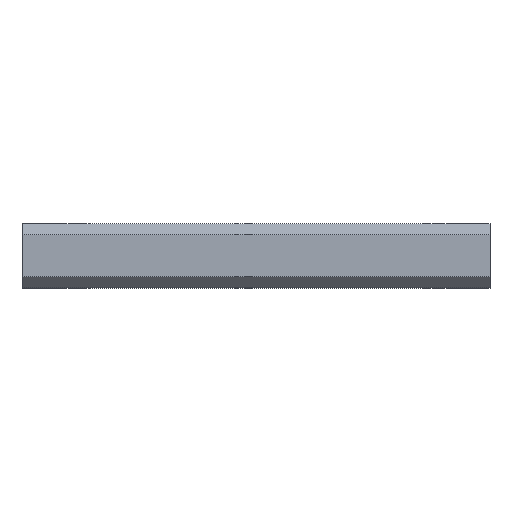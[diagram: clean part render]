
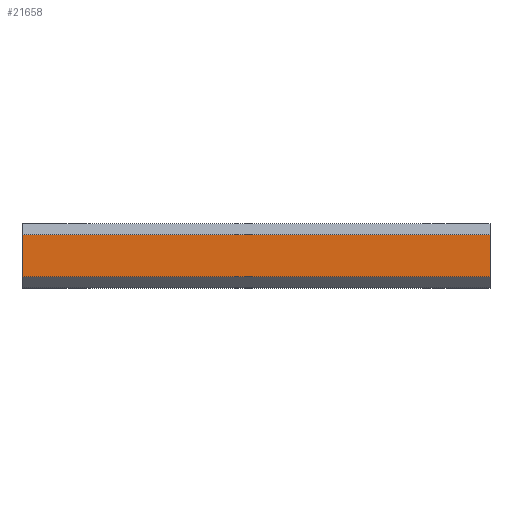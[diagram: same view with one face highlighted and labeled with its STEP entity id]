
A CAD part, top view. The second image highlights one B-rep face of the part: STEP entity #21658.
In plain terms, the highlighted planar face has unit normal (0, 0, 1).
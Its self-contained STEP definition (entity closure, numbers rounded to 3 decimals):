
#19643 = PLANE('',#19644);
#19644 = AXIS2_PLACEMENT_3D('',#19645,#19646,#19647);
#19645 = CARTESIAN_POINT('',(23.1,-8.75,
    19.452));
#19646 = DIRECTION('',(1.,0.,0.));
#19647 = DIRECTION('',(0.,0.,1.));
#19671 = PLANE('',#19672);
#19672 = AXIS2_PLACEMENT_3D('',#19673,#19674,#19675);
#19673 = CARTESIAN_POINT('',(4.85,-10.82,
    21.67));
#19674 = DIRECTION('',(0.,-0.707,0.707));
#19675 = DIRECTION('',(0.,-0.707,-0.707));
#19699 = PLANE('',#19700);
#19700 = AXIS2_PLACEMENT_3D('',#19701,#19702,#19703);
#19701 = CARTESIAN_POINT('',(-13.4,-8.75,
    19.452));
#19702 = DIRECTION('',(-1.,0.,0.));
#19703 = DIRECTION('',(0.,0.,-1.));
#20756 = VERTEX_POINT('',#20757);
#20757 = CARTESIAN_POINT('',(23.1,-7.111,
    22.1));
#20771 = PLANE('',#20772);
#20772 = AXIS2_PLACEMENT_3D('',#20773,#20774,#20775);
#20773 = CARTESIAN_POINT('',(4.85,-6.68,
    21.67));
#20774 = DIRECTION('',(0.,0.707,0.707
    ));
#20775 = DIRECTION('',(0.,0.707,-0.707));
#20783 = EDGE_CURVE('',#20756,#20784,#20786,.T.);
#20784 = VERTEX_POINT('',#20785);
#20785 = CARTESIAN_POINT('',(23.1,-10.39,
    22.1));
#20786 = SURFACE_CURVE('',#20787,(#20791,#20798),.PCURVE_S1.);
#20787 = LINE('',#20788,#20789);
#20788 = CARTESIAN_POINT('',(23.1,-7.111,
    22.1));
#20789 = VECTOR('',#20790,1.);
#20790 = DIRECTION('',(0.,-1.,0.));
#20791 = PCURVE('',#19643,#20792);
#20792 = DEFINITIONAL_REPRESENTATION('',(#20793),#20797);
#20793 = LINE('',#20794,#20795);
#20794 = CARTESIAN_POINT('',(2.648,-1.64));
#20795 = VECTOR('',#20796,1.);
#20796 = DIRECTION('',(0.,1.));
#20797 = ( GEOMETRIC_REPRESENTATION_CONTEXT(2) 
PARAMETRIC_REPRESENTATION_CONTEXT() REPRESENTATION_CONTEXT('2D SPACE',''
  ) );
#20798 = PCURVE('',#20799,#20804);
#20799 = PLANE('',#20800);
#20800 = AXIS2_PLACEMENT_3D('',#20801,#20802,#20803);
#20801 = CARTESIAN_POINT('',(4.85,-8.75,
    22.1));
#20802 = DIRECTION('',(0.,0.,1.));
#20803 = DIRECTION('',(1.,0.,0.));
#20804 = DEFINITIONAL_REPRESENTATION('',(#20805),#20809);
#20805 = LINE('',#20806,#20807);
#20806 = CARTESIAN_POINT('',(18.25,1.64));
#20807 = VECTOR('',#20808,1.);
#20808 = DIRECTION('',(0.,-1.));
#20809 = ( GEOMETRIC_REPRESENTATION_CONTEXT(2) 
PARAMETRIC_REPRESENTATION_CONTEXT() REPRESENTATION_CONTEXT('2D SPACE',''
  ) );
#21520 = VERTEX_POINT('',#21521);
#21521 = CARTESIAN_POINT('',(-13.4,-10.39,
    22.1));
#21542 = EDGE_CURVE('',#21520,#21543,#21545,.T.);
#21543 = VERTEX_POINT('',#21544);
#21544 = CARTESIAN_POINT('',(-13.4,-7.111,
    22.1));
#21545 = SURFACE_CURVE('',#21546,(#21550,#21557),.PCURVE_S1.);
#21546 = LINE('',#21547,#21548);
#21547 = CARTESIAN_POINT('',(-13.4,-10.39,
    22.1));
#21548 = VECTOR('',#21549,1.);
#21549 = DIRECTION('',(0.,1.,0.));
#21550 = PCURVE('',#19699,#21551);
#21551 = DEFINITIONAL_REPRESENTATION('',(#21552),#21556);
#21552 = LINE('',#21553,#21554);
#21553 = CARTESIAN_POINT('',(-2.648,1.64));
#21554 = VECTOR('',#21555,1.);
#21555 = DIRECTION('',(0.,-1.));
#21556 = ( GEOMETRIC_REPRESENTATION_CONTEXT(2) 
PARAMETRIC_REPRESENTATION_CONTEXT() REPRESENTATION_CONTEXT('2D SPACE',''
  ) );
#21557 = PCURVE('',#20799,#21558);
#21558 = DEFINITIONAL_REPRESENTATION('',(#21559),#21563);
#21559 = LINE('',#21560,#21561);
#21560 = CARTESIAN_POINT('',(-18.25,-1.64));
#21561 = VECTOR('',#21562,1.);
#21562 = DIRECTION('',(0.,1.));
#21563 = ( GEOMETRIC_REPRESENTATION_CONTEXT(2) 
PARAMETRIC_REPRESENTATION_CONTEXT() REPRESENTATION_CONTEXT('2D SPACE',''
  ) );
#21658 = ADVANCED_FACE('',(#21659),#20799,.T.);
#21659 = FACE_BOUND('',#21660,.T.);
#21660 = EDGE_LOOP('',(#21661,#21662,#21683,#21684));
#21661 = ORIENTED_EDGE('',*,*,#21542,.F.);
#21662 = ORIENTED_EDGE('',*,*,#21663,.T.);
#21663 = EDGE_CURVE('',#21520,#20784,#21664,.T.);
#21664 = SURFACE_CURVE('',#21665,(#21669,#21676),.PCURVE_S1.);
#21665 = LINE('',#21666,#21667);
#21666 = CARTESIAN_POINT('',(-13.4,-10.39,
    22.1));
#21667 = VECTOR('',#21668,1.);
#21668 = DIRECTION('',(1.,0.,0.));
#21669 = PCURVE('',#20799,#21670);
#21670 = DEFINITIONAL_REPRESENTATION('',(#21671),#21675);
#21671 = LINE('',#21672,#21673);
#21672 = CARTESIAN_POINT('',(-18.25,-1.64));
#21673 = VECTOR('',#21674,1.);
#21674 = DIRECTION('',(1.,0.));
#21675 = ( GEOMETRIC_REPRESENTATION_CONTEXT(2) 
PARAMETRIC_REPRESENTATION_CONTEXT() REPRESENTATION_CONTEXT('2D SPACE',''
  ) );
#21676 = PCURVE('',#19671,#21677);
#21677 = DEFINITIONAL_REPRESENTATION('',(#21678),#21682);
#21678 = LINE('',#21679,#21680);
#21679 = CARTESIAN_POINT('',(-0.608,-18.25));
#21680 = VECTOR('',#21681,1.);
#21681 = DIRECTION('',(0.,1.));
#21682 = ( GEOMETRIC_REPRESENTATION_CONTEXT(2) 
PARAMETRIC_REPRESENTATION_CONTEXT() REPRESENTATION_CONTEXT('2D SPACE',''
  ) );
#21683 = ORIENTED_EDGE('',*,*,#20783,.F.);
#21684 = ORIENTED_EDGE('',*,*,#21685,.T.);
#21685 = EDGE_CURVE('',#20756,#21543,#21686,.T.);
#21686 = SURFACE_CURVE('',#21687,(#21691,#21698),.PCURVE_S1.);
#21687 = LINE('',#21688,#21689);
#21688 = CARTESIAN_POINT('',(23.1,-7.111,
    22.1));
#21689 = VECTOR('',#21690,1.);
#21690 = DIRECTION('',(-1.,0.,0.));
#21691 = PCURVE('',#20799,#21692);
#21692 = DEFINITIONAL_REPRESENTATION('',(#21693),#21697);
#21693 = LINE('',#21694,#21695);
#21694 = CARTESIAN_POINT('',(18.25,1.64));
#21695 = VECTOR('',#21696,1.);
#21696 = DIRECTION('',(-1.,0.));
#21697 = ( GEOMETRIC_REPRESENTATION_CONTEXT(2) 
PARAMETRIC_REPRESENTATION_CONTEXT() REPRESENTATION_CONTEXT('2D SPACE',''
  ) );
#21698 = PCURVE('',#20771,#21699);
#21699 = DEFINITIONAL_REPRESENTATION('',(#21700),#21704);
#21700 = LINE('',#21701,#21702);
#21701 = CARTESIAN_POINT('',(-0.608,-18.25));
#21702 = VECTOR('',#21703,1.);
#21703 = DIRECTION('',(0.,1.));
#21704 = ( GEOMETRIC_REPRESENTATION_CONTEXT(2) 
PARAMETRIC_REPRESENTATION_CONTEXT() REPRESENTATION_CONTEXT('2D SPACE',''
  ) );
